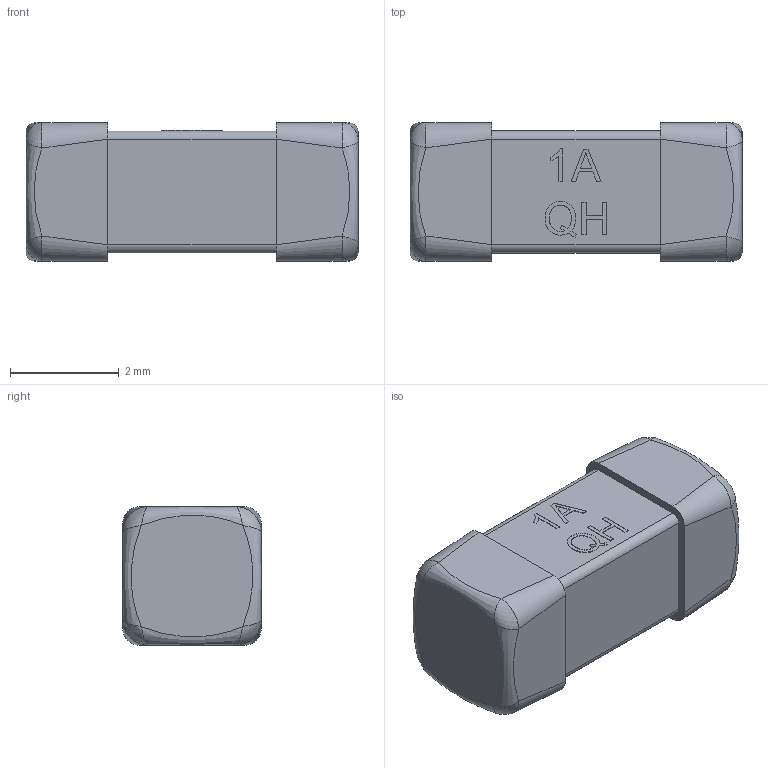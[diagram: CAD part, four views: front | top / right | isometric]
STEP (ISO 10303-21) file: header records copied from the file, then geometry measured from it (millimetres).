
FILE_DESCRIPTION(/* description */ (''),/* implementation_level */ '2;1');
FILE_NAME(/* name */ '0679H1~1',/* time_stamp */ '2017-05-26T17:25:00+02:00',/* author */ (''),/* organization */ (''),/* preprocessor_version */ 'ST-DEVELOPER v14',/* originating_system */ '',/* authorisation */ '');
FILE_SCHEMA (('AUTOMOTIVE_DESIGN'));
Length unit declared in the file: millimetre
Products named in the file (1): Document
Bounding box: 6.1 x 2.54 x 2.54 mm (x, y, z)
Volume: 34.2 mm3; surface area: 89.7 mm2
Topology: 7 solids, 7 shells, 94 faces, 227 edges, 139 vertices
Faces by surface type: bspline 48, plane 46
Entity records: 4680 total; most frequent: CARTESIAN_POINT 3144, ORIENTED_EDGE 432, EDGE_CURVE 216, B_SPLINE_CURVE_WITH_KNOTS 175, VERTEX_POINT 136, EDGE_LOOP 98, ADVANCED_FACE 94, FACE_OUTER_BOUND 94
